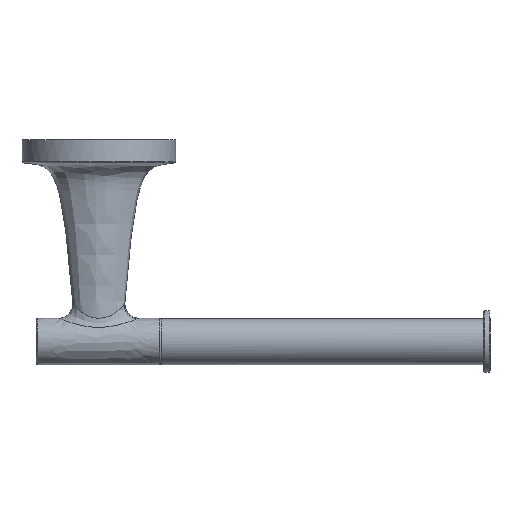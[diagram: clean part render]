
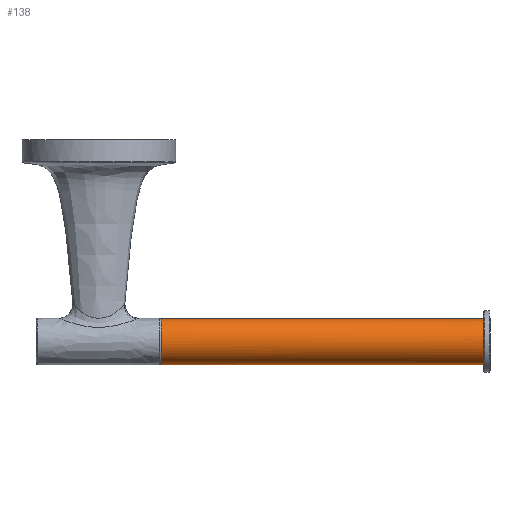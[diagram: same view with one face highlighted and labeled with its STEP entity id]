
A CAD part, top view. The second image highlights one B-rep face of the part: STEP entity #138.
In plain terms, the highlighted free-form (B-spline) face has degree [2, 1] with [9, 2] control points.
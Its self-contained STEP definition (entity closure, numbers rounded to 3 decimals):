
#138=ADVANCED_FACE('',(#254),#3745,.T.);
#254=FACE_OUTER_BOUND('',#374,.T.);
#374=EDGE_LOOP('',(#907,#908,#909,#910));
#907=ORIENTED_EDGE('',*,*,#3269,.T.);
#908=ORIENTED_EDGE('',*,*,#3270,.T.);
#909=ORIENTED_EDGE('',*,*,#3271,.T.);
#910=ORIENTED_EDGE('',*,*,#3272,.T.);
#1459=PCURVE('',#3745,#2011);
#1460=PCURVE('',#3745,#2012);
#1461=PCURVE('',#3745,#2013);
#1462=PCURVE('',#3745,#2014);
#1463=PCURVE('',#3656,#2015);
#1468=PCURVE('',#3657,#2020);
#1471=PCURVE('',#3746,#2023);
#1473=PCURVE('',#3746,#2025);
#2011=DEFINITIONAL_REPRESENTATION('',(#2673),#20399);
#2012=DEFINITIONAL_REPRESENTATION('',(#2675),#20399);
#2013=DEFINITIONAL_REPRESENTATION('',(#2676),#20399);
#2014=DEFINITIONAL_REPRESENTATION('',(#2678),#20399);
#2015=DEFINITIONAL_REPRESENTATION('',(#3453),#20399);
#2020=DEFINITIONAL_REPRESENTATION('',(#3461),#20399);
#2023=DEFINITIONAL_REPRESENTATION('',(#2679),#20399);
#2025=DEFINITIONAL_REPRESENTATION('',(#2681),#20399);
#2673=B_SPLINE_CURVE_WITH_KNOTS('',1,(#20278,#20279),.UNSPECIFIED.,.F.,
 .F.,(2,2),(-23.562,0.),.UNSPECIFIED.);
#2674=B_SPLINE_CURVE_WITH_KNOTS('',1,(#20280,#20281),.UNSPECIFIED.,.F.,
 .F.,(2,2),(0.,105.),.UNSPECIFIED.);
#2675=B_SPLINE_CURVE_WITH_KNOTS('',1,(#20282,#20283),.UNSPECIFIED.,.F.,
 .F.,(2,2),(0.,105.),.UNSPECIFIED.);
#2676=B_SPLINE_CURVE_WITH_KNOTS('',1,(#20289,#20290),.UNSPECIFIED.,.F.,
 .F.,(2,2),(0.,23.562),.UNSPECIFIED.);
#2677=B_SPLINE_CURVE_WITH_KNOTS('',1,(#20291,#20292),.UNSPECIFIED.,.F.,
 .F.,(2,2),(-105.,0.),.UNSPECIFIED.);
#2678=B_SPLINE_CURVE_WITH_KNOTS('',1,(#20293,#20294),.UNSPECIFIED.,.F.,
 .F.,(2,2),(-105.,0.),.UNSPECIFIED.);
#2679=B_SPLINE_CURVE_WITH_KNOTS('',1,(#20355,#20356),.UNSPECIFIED.,.F.,
 .F.,(2,2),(0.,105.),.UNSPECIFIED.);
#2681=B_SPLINE_CURVE_WITH_KNOTS('',1,(#20359,#20360),.UNSPECIFIED.,.F.,
 .F.,(2,2),(-105.,0.),.UNSPECIFIED.);
#2977=SURFACE_CURVE('',#3451,(#1459,#1463),.PCURVE_S1.);
#2978=SURFACE_CURVE('',#2674,(#1460,#1471),.PCURVE_S1.);
#2979=SURFACE_CURVE('',#3452,(#1461,#1468),.PCURVE_S1.);
#2980=SURFACE_CURVE('',#2677,(#1462,#1473),.PCURVE_S1.);
#3269=EDGE_CURVE('',#3630,#3631,#2977,.T.);
#3270=EDGE_CURVE('',#3631,#3632,#2978,.T.);
#3271=EDGE_CURVE('',#3632,#3633,#2979,.T.);
#3272=EDGE_CURVE('',#3633,#3630,#2980,.T.);
#3451=(
BOUNDED_CURVE()
B_SPLINE_CURVE(2,(#20273,#20274,#20275,#20276,#20277),.UNSPECIFIED.,.F.,
 .F.)
B_SPLINE_CURVE_WITH_KNOTS((3,2,3),(-23.562,-11.781,
0.),.UNSPECIFIED.)
CURVE()
GEOMETRIC_REPRESENTATION_ITEM()
RATIONAL_B_SPLINE_CURVE((1.,0.707,1.,0.707,1.))
REPRESENTATION_ITEM('')
);
#3452=(
BOUNDED_CURVE()
B_SPLINE_CURVE(2,(#20284,#20285,#20286,#20287,#20288),.UNSPECIFIED.,.F.,
 .F.)
B_SPLINE_CURVE_WITH_KNOTS((3,2,3),(0.,11.781,23.562),
 .UNSPECIFIED.)
CURVE()
GEOMETRIC_REPRESENTATION_ITEM()
RATIONAL_B_SPLINE_CURVE((1.,0.707,1.,0.707,1.))
REPRESENTATION_ITEM('')
);
#3453=(
BOUNDED_CURVE()
B_SPLINE_CURVE(2,(#20295,#20296,#20297,#20298,#20299),.UNSPECIFIED.,.F.,
 .F.)
B_SPLINE_CURVE_WITH_KNOTS((3,2,3),(-23.562,-11.781,
0.),.UNSPECIFIED.)
CURVE()
GEOMETRIC_REPRESENTATION_ITEM()
RATIONAL_B_SPLINE_CURVE((1.,0.707,1.,0.707,1.))
REPRESENTATION_ITEM('')
);
#3461=(
BOUNDED_CURVE()
B_SPLINE_CURVE(2,(#20335,#20336,#20337,#20338,#20339),.UNSPECIFIED.,.F.,
 .F.)
B_SPLINE_CURVE_WITH_KNOTS((3,2,3),(0.,11.781,23.562),
 .UNSPECIFIED.)
CURVE()
GEOMETRIC_REPRESENTATION_ITEM()
RATIONAL_B_SPLINE_CURVE((1.,0.707,1.,0.707,1.))
REPRESENTATION_ITEM('')
);
#3630=VERTEX_POINT('',#20213);
#3631=VERTEX_POINT('',#20214);
#3632=VERTEX_POINT('',#20215);
#3633=VERTEX_POINT('',#20216);
#3656=B_SPLINE_SURFACE_WITH_KNOTS('',1,1,((#20125,#20126),(#20127,#20128)),
 .UNSPECIFIED.,.F.,.F.,.F.,(2,2),(2,2),(-9.001,9.001),(-9.001,9.001),
 .UNSPECIFIED.);
#3657=B_SPLINE_SURFACE_WITH_KNOTS('',1,1,((#20129,#20130),(#20131,#20132)),
 .UNSPECIFIED.,.F.,.F.,.F.,(2,2),(2,2),(-9.001,9.001),(-9.001,9.001),
 .UNSPECIFIED.);
#3745=(
BOUNDED_SURFACE()
B_SPLINE_SURFACE(2,1,((#20107,#20108),(#20109,#20110),(#20111,#20112),(#20113,
#20114),(#20115,#20116),(#20117,#20118),(#20119,#20120),(#20121,#20122),
(#20123,#20124)),.UNSPECIFIED.,.T.,.F.,.F.)
B_SPLINE_SURFACE_WITH_KNOTS((3,2,2,2,3),(2,2),(0.,1.571,3.142,
4.712,6.283),(0.,126.002),.UNSPECIFIED.)
GEOMETRIC_REPRESENTATION_ITEM()
RATIONAL_B_SPLINE_SURFACE(((1.,1.),(0.707,0.707),
(1.,1.),(0.707,0.707),(1.,1.),(0.707,
0.707),(1.,1.),(0.707,0.707),(1.,1.)))
REPRESENTATION_ITEM('')
SURFACE()
);
#3746=(
BOUNDED_SURFACE()
B_SPLINE_SURFACE(2,1,((#20133,#20134),(#20135,#20136),(#20137,#20138),(#20139,
#20140),(#20141,#20142),(#20143,#20144),(#20145,#20146),(#20147,#20148),
(#20149,#20150)),.UNSPECIFIED.,.T.,.F.,.F.)
B_SPLINE_SURFACE_WITH_KNOTS((3,2,2,2,3),(2,2),(0.,1.571,3.142,
4.712,6.283),(0.,126.002),.UNSPECIFIED.)
GEOMETRIC_REPRESENTATION_ITEM()
RATIONAL_B_SPLINE_SURFACE(((1.,1.),(0.707,0.707),
(1.,1.),(0.707,0.707),(1.,1.),(0.707,
0.707),(1.,1.),(0.707,0.707),(1.,1.)))
REPRESENTATION_ITEM('')
SURFACE()
);
#20107=CARTESIAN_POINT('',(135.801,-27.825,22.825));
#20108=CARTESIAN_POINT('',(9.799,-27.825,22.825));
#20109=CARTESIAN_POINT('',(135.801,-35.325,22.825));
#20110=CARTESIAN_POINT('',(9.799,-35.325,22.825));
#20111=CARTESIAN_POINT('',(135.801,-35.325,30.325));
#20112=CARTESIAN_POINT('',(9.799,-35.325,30.325));
#20113=CARTESIAN_POINT('',(135.801,-35.325,37.825));
#20114=CARTESIAN_POINT('',(9.799,-35.325,37.825));
#20115=CARTESIAN_POINT('',(135.801,-27.825,37.825));
#20116=CARTESIAN_POINT('',(9.799,-27.825,37.825));
#20117=CARTESIAN_POINT('',(135.801,-20.325,37.825));
#20118=CARTESIAN_POINT('',(9.799,-20.325,37.825));
#20119=CARTESIAN_POINT('',(135.801,-20.325,30.325));
#20120=CARTESIAN_POINT('',(9.799,-20.325,30.325));
#20121=CARTESIAN_POINT('',(135.801,-20.325,22.825));
#20122=CARTESIAN_POINT('',(9.799,-20.325,22.825));
#20123=CARTESIAN_POINT('',(135.801,-27.825,22.825));
#20124=CARTESIAN_POINT('',(9.799,-27.825,22.825));
#20125=CARTESIAN_POINT('',(125.3,-36.826,21.324));
#20126=CARTESIAN_POINT('',(125.3,-36.826,39.326));
#20127=CARTESIAN_POINT('',(125.3,-18.824,21.324));
#20128=CARTESIAN_POINT('',(125.3,-18.824,39.326));
#20129=CARTESIAN_POINT('',(20.3,-36.826,21.324));
#20130=CARTESIAN_POINT('',(20.3,-18.824,21.324));
#20131=CARTESIAN_POINT('',(20.3,-36.826,39.326));
#20132=CARTESIAN_POINT('',(20.3,-18.824,39.326));
#20133=CARTESIAN_POINT('',(135.801,-27.825,37.825));
#20134=CARTESIAN_POINT('',(9.799,-27.825,37.825));
#20135=CARTESIAN_POINT('',(135.801,-20.325,37.825));
#20136=CARTESIAN_POINT('',(9.799,-20.325,37.825));
#20137=CARTESIAN_POINT('',(135.801,-20.325,30.325));
#20138=CARTESIAN_POINT('',(9.799,-20.325,30.325));
#20139=CARTESIAN_POINT('',(135.801,-20.325,22.825));
#20140=CARTESIAN_POINT('',(9.799,-20.325,22.825));
#20141=CARTESIAN_POINT('',(135.801,-27.825,22.825));
#20142=CARTESIAN_POINT('',(9.799,-27.825,22.825));
#20143=CARTESIAN_POINT('',(135.801,-35.325,22.825));
#20144=CARTESIAN_POINT('',(9.799,-35.325,22.825));
#20145=CARTESIAN_POINT('',(135.801,-35.325,30.325));
#20146=CARTESIAN_POINT('',(9.799,-35.325,30.325));
#20147=CARTESIAN_POINT('',(135.801,-35.325,37.825));
#20148=CARTESIAN_POINT('',(9.799,-35.325,37.825));
#20149=CARTESIAN_POINT('',(135.801,-27.825,37.825));
#20150=CARTESIAN_POINT('',(9.799,-27.825,37.825));
#20213=CARTESIAN_POINT('',(125.3,-35.325,30.325));
#20214=CARTESIAN_POINT('',(125.3,-20.325,30.325));
#20215=CARTESIAN_POINT('',(20.3,-20.325,30.325));
#20216=CARTESIAN_POINT('',(20.3,-35.325,30.325));
#20273=CARTESIAN_POINT('',(125.3,-35.325,30.325));
#20274=CARTESIAN_POINT('',(125.3,-35.325,37.825));
#20275=CARTESIAN_POINT('',(125.3,-27.825,37.825));
#20276=CARTESIAN_POINT('',(125.3,-20.325,37.825));
#20277=CARTESIAN_POINT('',(125.3,-20.325,30.325));
#20278=CARTESIAN_POINT('',(1.571,10.501));
#20279=CARTESIAN_POINT('',(4.712,10.501));
#20280=CARTESIAN_POINT('',(125.3,-20.325,30.325));
#20281=CARTESIAN_POINT('',(20.3,-20.325,30.325));
#20282=CARTESIAN_POINT('',(4.712,10.501));
#20283=CARTESIAN_POINT('',(4.712,115.501));
#20284=CARTESIAN_POINT('',(20.3,-20.325,30.325));
#20285=CARTESIAN_POINT('',(20.3,-20.325,37.825));
#20286=CARTESIAN_POINT('',(20.3,-27.825,37.825));
#20287=CARTESIAN_POINT('',(20.3,-35.325,37.825));
#20288=CARTESIAN_POINT('',(20.3,-35.325,30.325));
#20289=CARTESIAN_POINT('',(4.712,115.501));
#20290=CARTESIAN_POINT('',(1.571,115.501));
#20291=CARTESIAN_POINT('',(20.3,-35.325,30.325));
#20292=CARTESIAN_POINT('',(125.3,-35.325,30.325));
#20293=CARTESIAN_POINT('',(1.571,115.501));
#20294=CARTESIAN_POINT('',(1.571,10.501));
#20295=CARTESIAN_POINT('',(-7.5,0.));
#20296=CARTESIAN_POINT('',(-7.5,7.5));
#20297=CARTESIAN_POINT('',(0.,7.5));
#20298=CARTESIAN_POINT('',(7.5,7.5));
#20299=CARTESIAN_POINT('',(7.5,0.));
#20335=CARTESIAN_POINT('',(0.,7.5));
#20336=CARTESIAN_POINT('',(7.5,7.5));
#20337=CARTESIAN_POINT('',(7.5,0.));
#20338=CARTESIAN_POINT('',(7.5,-7.5));
#20339=CARTESIAN_POINT('',(0.,-7.5));
#20355=CARTESIAN_POINT('',(1.571,10.501));
#20356=CARTESIAN_POINT('',(1.571,115.501));
#20359=CARTESIAN_POINT('',(4.712,115.501));
#20360=CARTESIAN_POINT('',(4.712,10.501));
#20399=(
GEOMETRIC_REPRESENTATION_CONTEXT(2)
PARAMETRIC_REPRESENTATION_CONTEXT()
REPRESENTATION_CONTEXT('pspace','')
);
